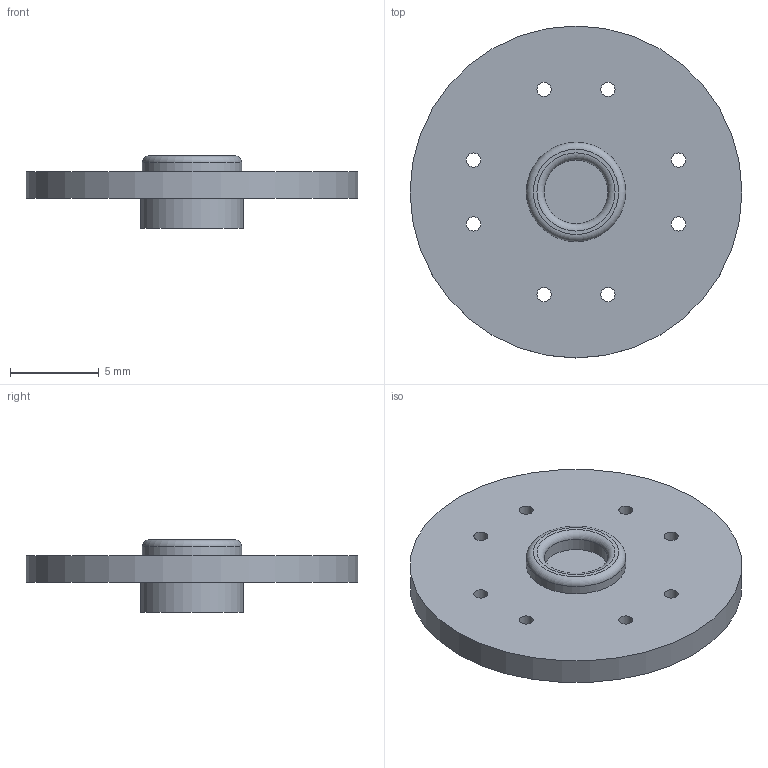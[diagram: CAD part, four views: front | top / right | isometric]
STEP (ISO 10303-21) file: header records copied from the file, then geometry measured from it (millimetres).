
FILE_DESCRIPTION(('FreeCAD Model'),'2;1');
FILE_NAME('servo-rounded-horn.step','2015-01-10T19:42:53',( 'FreeCAD'),('FreeCAD'),'Open CASCADE STEP processor 6.7','FreeCAD', 'Unknown');
FILE_SCHEMA(('AUTOMOTIVE_DESIGN_CC2 { 1 2 10303 214 -1 1 5 4 }'));
Length unit declared in the file: millimetre
Products named in the file (1): Fillet
Bounding box: 18.7 x 18.7 x 4.1 mm (x, y, z)
Volume: 437.2 mm3; surface area: 741.6 mm2
Topology: 1 solids, 1 shells, 21 faces, 43 edges, 28 vertices
Faces by surface type: cylinder 13, plane 6, torus 2
Full cylindrical faces by diameter (mm): 0.8 x8, 3.4 x1, 3.6 x1, 5.6 x1, 5.8 x1, 18.7 x1
Entity records: 1254 total; most frequent: CARTESIAN_POINT 333, DIRECTION 174, ORIENTED_EDGE 86, PCURVE 86, DEFINITIONAL_REPRESENTATION 86, LINE 69, VECTOR 69, AXIS2_PLACEMENT_3D 52
